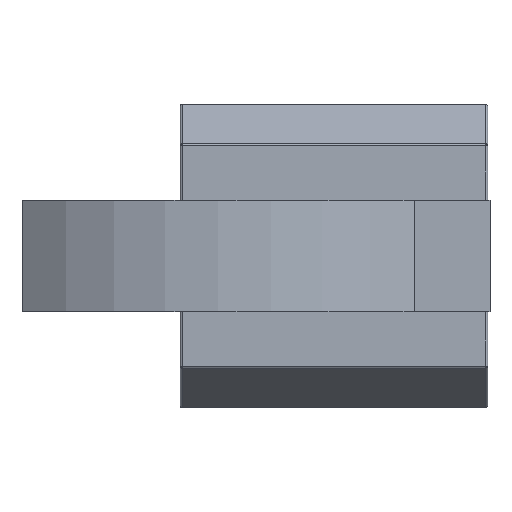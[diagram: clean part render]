
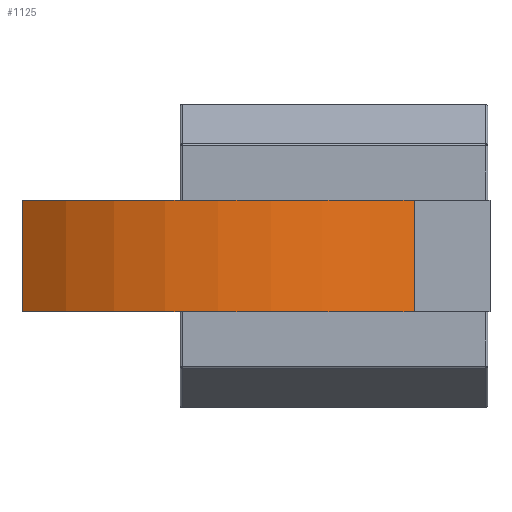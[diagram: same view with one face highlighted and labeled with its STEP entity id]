
A CAD part, front view. The second image highlights one B-rep face of the part: STEP entity #1125.
In plain terms, the highlighted cylindrical face has radius 13.857 mm (diameter 27.714 mm), a partial arc.
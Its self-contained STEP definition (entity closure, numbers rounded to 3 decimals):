
#22 = CIRCLE ( 'NONE', #196, 13.857 ) ;
#35 = VERTEX_POINT ( 'NONE', #1046 ) ;
#61 = LINE ( 'NONE', #933, #62 ) ;
#62 = VECTOR ( 'NONE', #934, 1000. ) ;
#96 = LINE ( 'NONE', #540, #98 ) ;
#98 = VECTOR ( 'NONE', #541, 1000. ) ;
#110 = CIRCLE ( 'NONE', #147, 13.857 ) ;
#145 = EDGE_CURVE ( 'NONE', #1043, #949, #22, .T. ) ;
#147 = AXIS2_PLACEMENT_3D ( 'NONE', #1210, #1211, #1212 ) ;
#163 = EDGE_CURVE ( 'NONE', #949, #35, #96, .T. ) ;
#178 = EDGE_CURVE ( 'NONE', #1045, #35, #110, .T. ) ;
#196 = AXIS2_PLACEMENT_3D ( 'NONE', #910, #911, #912 ) ;
#206 = EDGE_CURVE ( 'NONE', #1045, #1043, #61, .T. ) ;
#350 = ORIENTED_EDGE ( 'NONE', *, *, #206, .F. ) ;
#351 = ORIENTED_EDGE ( 'NONE', *, *, #178, .T. ) ;
#352 = ORIENTED_EDGE ( 'NONE', *, *, #163, .F. ) ;
#430 = FACE_OUTER_BOUND ( 'NONE', #1084, .T. ) ;
#431 = CYLINDRICAL_SURFACE ( 'NONE', #1403, 13.857 ) ;
#540 = CARTESIAN_POINT ( 'NONE',  ( -20.896, 0.008, -6.9 ) ) ;
#541 = DIRECTION ( 'NONE',  ( 0., 0., 1. ) ) ;
#910 = CARTESIAN_POINT ( 'NONE',  ( -12.03, 10.657, -9.4 ) ) ;
#911 = DIRECTION ( 'NONE',  ( 0., 0., -1. ) ) ;
#912 = DIRECTION ( 'NONE',  ( -1., 0., 0. ) ) ;
#933 = CARTESIAN_POINT ( 'NONE',  ( -3.296, -0.101, -6.9 ) ) ;
#934 = DIRECTION ( 'NONE',  ( 0., 0., -1. ) ) ;
#949 = VERTEX_POINT ( 'NONE', #1236 ) ;
#980 = CARTESIAN_POINT ( 'NONE',  ( -12.03, 10.657, -4.4 ) ) ;
#981 = DIRECTION ( 'NONE',  ( 0., 0., -1. ) ) ;
#982 = DIRECTION ( 'NONE',  ( -1., 0., 0. ) ) ;
#1043 = VERTEX_POINT ( 'NONE', #1250 ) ;
#1045 = VERTEX_POINT ( 'NONE', #1252 ) ;
#1046 = CARTESIAN_POINT ( 'NONE',  ( -20.896, 0.008, -4.4 ) ) ;
#1077 = ORIENTED_EDGE ( 'NONE', *, *, #145, .F. ) ;
#1084 = EDGE_LOOP ( 'NONE', ( #350, #351, #352, #1077 ) ) ;
#1125 = ADVANCED_FACE ( 'NONE', ( #430 ), #431, .T. ) ;
#1210 = CARTESIAN_POINT ( 'NONE',  ( -12.03, 10.657, -4.4 ) ) ;
#1211 = DIRECTION ( 'NONE',  ( 0., 0., -1. ) ) ;
#1212 = DIRECTION ( 'NONE',  ( -1., 0., 0. ) ) ;
#1236 = CARTESIAN_POINT ( 'NONE',  ( -20.896, 0.008, -9.4 ) ) ;
#1250 = CARTESIAN_POINT ( 'NONE',  ( -3.296, -0.101, -9.4 ) ) ;
#1252 = CARTESIAN_POINT ( 'NONE',  ( -3.296, -0.101, -4.4 ) ) ;
#1403 = AXIS2_PLACEMENT_3D ( 'NONE', #980, #981, #982 ) ;
